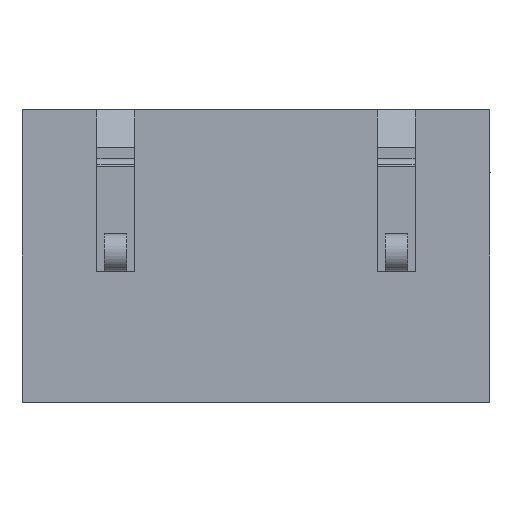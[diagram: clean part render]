
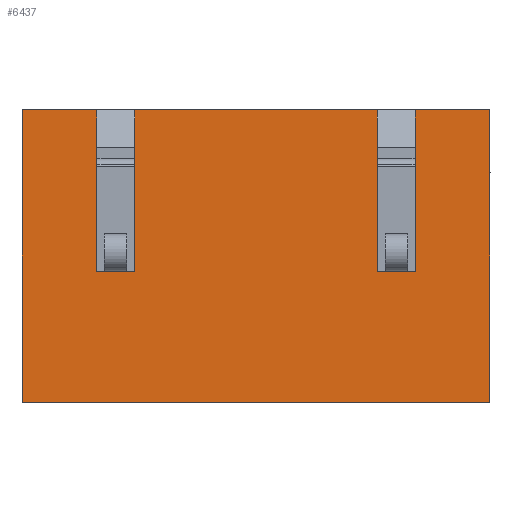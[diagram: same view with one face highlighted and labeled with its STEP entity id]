
A CAD part, front view. The second image highlights one B-rep face of the part: STEP entity #6437.
In plain terms, the highlighted planar face has unit normal (0, -1, 0).
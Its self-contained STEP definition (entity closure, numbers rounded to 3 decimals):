
#378 = CARTESIAN_POINT ( 'NONE',  ( 0., 0., 7.8 ) ) ;
#423 = ORIENTED_EDGE ( 'NONE', *, *, #15345, .F. ) ;
#924 = VERTEX_POINT ( 'NONE', #11632 ) ;
#976 = EDGE_CURVE ( 'NONE', #6740, #18843, #10706, .T. ) ;
#998 = LINE ( 'NONE', #23423, #5057 ) ;
#1263 = VERTEX_POINT ( 'NONE', #23694 ) ;
#1331 = DIRECTION ( 'NONE',  ( 0., -1., 0. ) ) ;
#2197 = DIRECTION ( 'NONE',  ( 1., 0., 0. ) ) ;
#2371 = EDGE_LOOP ( 'NONE', ( #21115, #8432, #7387, #18299, #423, #13819, #13414, #5317, #18917, #17932, #7127, #18091 ) ) ;
#3668 = DIRECTION ( 'NONE',  ( 0., 0., -1. ) ) ;
#4118 = DIRECTION ( 'NONE',  ( -1., 0., 0. ) ) ;
#4538 = AXIS2_PLACEMENT_3D ( 'NONE', #19369, #1331, #25452 ) ;
#4592 = CARTESIAN_POINT ( 'NONE',  ( 0., 0., 7.8 ) ) ;
#4772 = VECTOR ( 'NONE', #21789, 1000. ) ;
#5057 = VECTOR ( 'NONE', #9000, 1000. ) ;
#5317 = ORIENTED_EDGE ( 'NONE', *, *, #25268, .F. ) ;
#5666 = EDGE_CURVE ( 'NONE', #18843, #21964, #10465, .T. ) ;
#5753 = LINE ( 'NONE', #7616, #6682 ) ;
#5875 = CARTESIAN_POINT ( 'NONE',  ( 0., 0., 7.8 ) ) ;
#6437 = ADVANCED_FACE ( 'NONE', ( #7267 ), #23376, .T. ) ;
#6598 = DIRECTION ( 'NONE',  ( 0., 0., 1. ) ) ;
#6682 = VECTOR ( 'NONE', #3668, 1000. ) ;
#6685 = EDGE_CURVE ( 'NONE', #924, #24748, #5753, .T. ) ;
#6740 = VERTEX_POINT ( 'NONE', #22001 ) ;
#6751 = DIRECTION ( 'NONE',  ( 0., 0., -1. ) ) ;
#7127 = ORIENTED_EDGE ( 'NONE', *, *, #9618, .F. ) ;
#7267 = FACE_OUTER_BOUND ( 'NONE', #2371, .T. ) ;
#7387 = ORIENTED_EDGE ( 'NONE', *, *, #5666, .F. ) ;
#7616 = CARTESIAN_POINT ( 'NONE',  ( 12.5, 0., 7.8 ) ) ;
#7986 = EDGE_CURVE ( 'NONE', #12013, #924, #12377, .T. ) ;
#8023 = DIRECTION ( 'NONE',  ( 1., 0., 0. ) ) ;
#8432 = ORIENTED_EDGE ( 'NONE', *, *, #12278, .T. ) ;
#8829 = VECTOR ( 'NONE', #19004, 1000. ) ;
#9000 = DIRECTION ( 'NONE',  ( 0., 0., -1. ) ) ;
#9618 = EDGE_CURVE ( 'NONE', #24748, #1263, #14349, .T. ) ;
#9677 = CARTESIAN_POINT ( 'NONE',  ( 1.99, 0., 3.49 ) ) ;
#9839 = CARTESIAN_POINT ( 'NONE',  ( 10.51, 0., 3.49 ) ) ;
#10038 = CARTESIAN_POINT ( 'NONE',  ( 0., 0., 0. ) ) ;
#10465 = LINE ( 'NONE', #20204, #17798 ) ;
#10706 = LINE ( 'NONE', #22707, #19055 ) ;
#11568 = LINE ( 'NONE', #9677, #11822 ) ;
#11632 = CARTESIAN_POINT ( 'NONE',  ( 12.5, 0., 7.8 ) ) ;
#11822 = VECTOR ( 'NONE', #25927, 1000. ) ;
#12013 = VERTEX_POINT ( 'NONE', #18288 ) ;
#12278 = EDGE_CURVE ( 'NONE', #12013, #21964, #998, .T. ) ;
#12377 = LINE ( 'NONE', #22432, #18255 ) ;
#13414 = ORIENTED_EDGE ( 'NONE', *, *, #18435, .F. ) ;
#13523 = CARTESIAN_POINT ( 'NONE',  ( 1.99, 0., 7.8 ) ) ;
#13819 = ORIENTED_EDGE ( 'NONE', *, *, #17459, .T. ) ;
#14349 = LINE ( 'NONE', #10038, #16256 ) ;
#14664 = VECTOR ( 'NONE', #6598, 1000. ) ;
#15319 = VERTEX_POINT ( 'NONE', #26045 ) ;
#15345 = EDGE_CURVE ( 'NONE', #21851, #6740, #18098, .T. ) ;
#16256 = VECTOR ( 'NONE', #4118, 1000. ) ;
#17120 = LINE ( 'NONE', #23020, #8829 ) ;
#17192 = EDGE_CURVE ( 'NONE', #1263, #22010, #20281, .T. ) ;
#17459 = EDGE_CURVE ( 'NONE', #21851, #15319, #17120, .T. ) ;
#17767 = LINE ( 'NONE', #23885, #4772 ) ;
#17798 = VECTOR ( 'NONE', #22217, 1000. ) ;
#17845 = VECTOR ( 'NONE', #18009, 1000. ) ;
#17932 = ORIENTED_EDGE ( 'NONE', *, *, #17192, .F. ) ;
#18009 = DIRECTION ( 'NONE',  ( 0., 0., -1. ) ) ;
#18091 = ORIENTED_EDGE ( 'NONE', *, *, #6685, .F. ) ;
#18098 = LINE ( 'NONE', #5875, #23693 ) ;
#18255 = VECTOR ( 'NONE', #8023, 1000. ) ;
#18288 = CARTESIAN_POINT ( 'NONE',  ( 10.51, 0., 7.8 ) ) ;
#18299 = ORIENTED_EDGE ( 'NONE', *, *, #976, .F. ) ;
#18435 = EDGE_CURVE ( 'NONE', #24794, #15319, #11568, .T. ) ;
#18502 = CARTESIAN_POINT ( 'NONE',  ( 12.5, 0., 0. ) ) ;
#18843 = VERTEX_POINT ( 'NONE', #19901 ) ;
#18917 = ORIENTED_EDGE ( 'NONE', *, *, #20026, .F. ) ;
#19004 = DIRECTION ( 'NONE',  ( 0., 0., -1. ) ) ;
#19055 = VECTOR ( 'NONE', #6751, 1000. ) ;
#19369 = CARTESIAN_POINT ( 'NONE',  ( 0., 0., 0. ) ) ;
#19751 = LINE ( 'NONE', #13523, #17845 ) ;
#19901 = CARTESIAN_POINT ( 'NONE',  ( 9.49, 0., 3.49 ) ) ;
#20026 = EDGE_CURVE ( 'NONE', #22010, #25215, #17767, .T. ) ;
#20204 = CARTESIAN_POINT ( 'NONE',  ( 9.49, 0., 3.49 ) ) ;
#20281 = LINE ( 'NONE', #4592, #14664 ) ;
#21115 = ORIENTED_EDGE ( 'NONE', *, *, #7986, .F. ) ;
#21523 = CARTESIAN_POINT ( 'NONE',  ( 1.99, 0., 7.8 ) ) ;
#21789 = DIRECTION ( 'NONE',  ( 1., 0., 0. ) ) ;
#21851 = VERTEX_POINT ( 'NONE', #23479 ) ;
#21964 = VERTEX_POINT ( 'NONE', #9839 ) ;
#22001 = CARTESIAN_POINT ( 'NONE',  ( 9.49, 0., 7.8 ) ) ;
#22010 = VERTEX_POINT ( 'NONE', #378 ) ;
#22217 = DIRECTION ( 'NONE',  ( 1., 0., 0. ) ) ;
#22432 = CARTESIAN_POINT ( 'NONE',  ( 0., 0., 7.8 ) ) ;
#22707 = CARTESIAN_POINT ( 'NONE',  ( 9.49, 0., 7.8 ) ) ;
#23020 = CARTESIAN_POINT ( 'NONE',  ( 3.01, 0., 7.8 ) ) ;
#23044 = CARTESIAN_POINT ( 'NONE',  ( 1.99, 0., 3.49 ) ) ;
#23376 = PLANE ( 'NONE',  #4538 ) ;
#23423 = CARTESIAN_POINT ( 'NONE',  ( 10.51, 0., 7.8 ) ) ;
#23479 = CARTESIAN_POINT ( 'NONE',  ( 3.01, 0., 7.8 ) ) ;
#23693 = VECTOR ( 'NONE', #2197, 1000. ) ;
#23694 = CARTESIAN_POINT ( 'NONE',  ( 0., 0., 0. ) ) ;
#23885 = CARTESIAN_POINT ( 'NONE',  ( 0., 0., 7.8 ) ) ;
#24748 = VERTEX_POINT ( 'NONE', #18502 ) ;
#24794 = VERTEX_POINT ( 'NONE', #23044 ) ;
#25215 = VERTEX_POINT ( 'NONE', #21523 ) ;
#25268 = EDGE_CURVE ( 'NONE', #25215, #24794, #19751, .T. ) ;
#25452 = DIRECTION ( 'NONE',  ( 0., 0., -1. ) ) ;
#25927 = DIRECTION ( 'NONE',  ( 1., 0., 0. ) ) ;
#26045 = CARTESIAN_POINT ( 'NONE',  ( 3.01, 0., 3.49 ) ) ;
